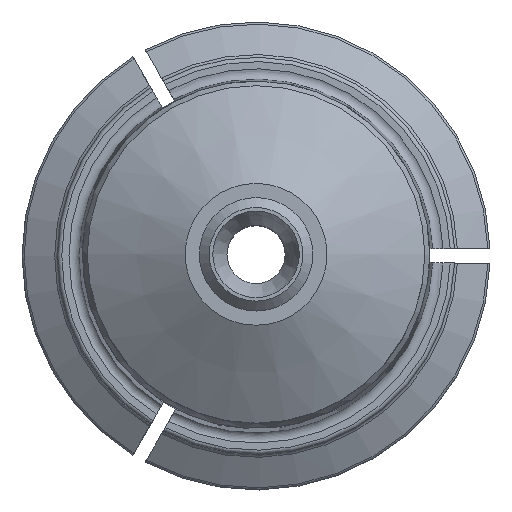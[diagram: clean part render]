
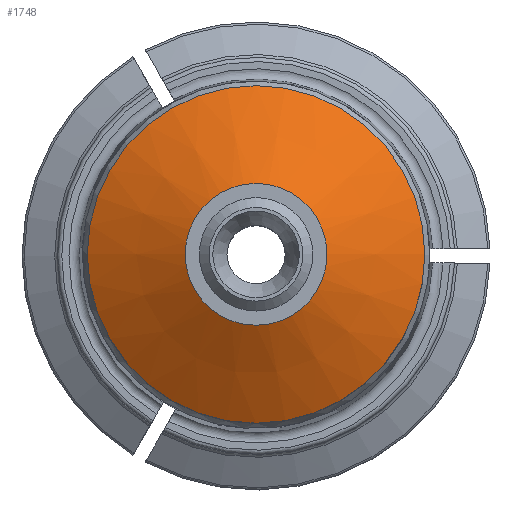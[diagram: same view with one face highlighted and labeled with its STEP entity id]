
A CAD part, top view. The second image highlights one B-rep face of the part: STEP entity #1748.
In plain terms, the highlighted conical face has half-angle 60 degrees and reference radius 11.9 mm.
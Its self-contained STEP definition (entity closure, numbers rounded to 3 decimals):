
#582=ORIENTED_EDGE('',*,*,#777,.F.);
#583=ORIENTED_EDGE('',*,*,#776,.T.);
#776=EDGE_CURVE('',#909,#909,#988,.T.);
#777=EDGE_CURVE('',#910,#910,#989,.T.);
#909=VERTEX_POINT('',#2946);
#910=VERTEX_POINT('',#2949);
#988=CIRCLE('',#1904,11.9);
#989=CIRCLE('',#1906,5.);
#1087=EDGE_LOOP('',(#582));
#1088=EDGE_LOOP('',(#583));
#1193=FACE_BOUND('',#1087,.T.);
#1194=FACE_BOUND('',#1088,.T.);
#1223=CONICAL_SURFACE('',#1905,11.9,1.047);
#1748=ADVANCED_FACE('',(#1193,#1194),#1223,.T.);
#1904=AXIS2_PLACEMENT_3D('',#2945,#2240,#2241);
#1905=AXIS2_PLACEMENT_3D('',#2947,#2242,#2243);
#1906=AXIS2_PLACEMENT_3D('',#2948,#2244,#2245);
#2240=DIRECTION('',(0.,0.,1.));
#2241=DIRECTION('',(1.,0.,0.));
#2242=DIRECTION('',(0.,0.,-1.));
#2243=DIRECTION('',(-1.,0.,0.));
#2244=DIRECTION('',(0.,0.,1.));
#2245=DIRECTION('',(1.,0.,0.));
#2945=CARTESIAN_POINT('',(0.,0.,65.016));
#2946=CARTESIAN_POINT('',(11.9,0.,65.016));
#2947=CARTESIAN_POINT('',(0.,0.,65.016));
#2948=CARTESIAN_POINT('',(0.,0.,69.));
#2949=CARTESIAN_POINT('',(5.,0.,69.));
